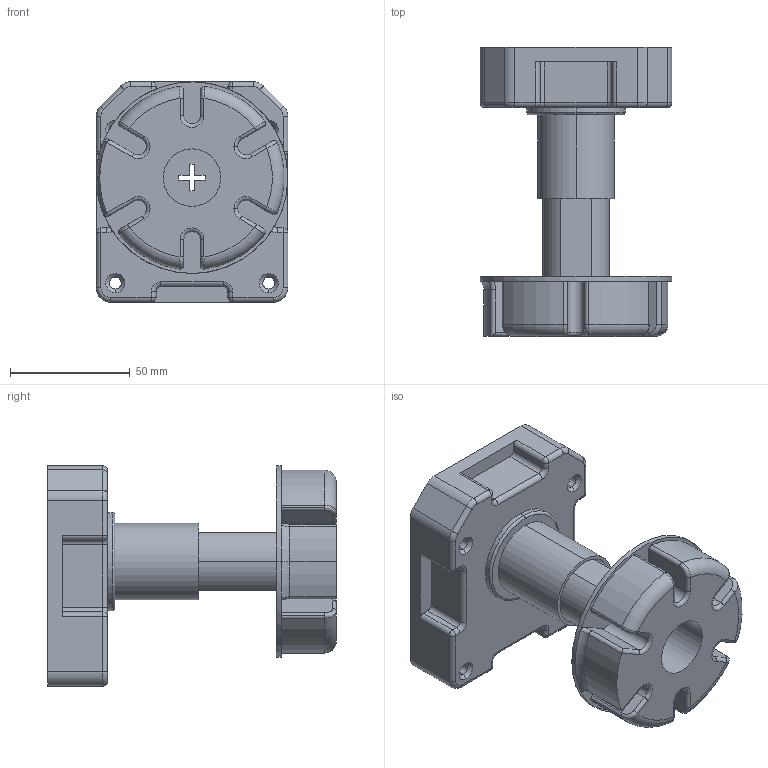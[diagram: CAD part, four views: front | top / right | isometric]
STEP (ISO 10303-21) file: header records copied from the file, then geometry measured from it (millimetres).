
FILE_DESCRIPTION (( 'STEP AP214' ), '1' );
FILE_NAME ('F000342_3D.step', '2022-10-13T07:50:27', ( '' ), ( '' ), 'SwSTEP 2.0', 'SolidWorks 2020', '' );
FILE_SCHEMA (( 'AUTOMOTIVE_DESIGN' ));
Length unit declared in the file: millimetre
Products named in the file (4): F000342_3D; Plotna; Nožka 3-120; Nožka 120
Assembly tree (3 placements, depth 2):
  F000342_3D
    Plotna
    Nožka 3-120
    Nožka 120
Bounding box: 80 x 120.5 x 92 mm (x, y, z)
Volume: 143432 mm3; surface area: 84407.3 mm2
Topology: 3 solids, 3 shells, 349 faces, 846 edges, 500 vertices
Faces by surface type: cylinder 170, plane 90, torus 45, cone 16, sphere 16, bspline 12
Entity records: 11210 total; most frequent: CARTESIAN_POINT 2769, DIRECTION 1894, ORIENTED_EDGE 1660, EDGE_CURVE 830, AXIS2_PLACEMENT_3D 749, VERTEX_POINT 500, CIRCLE 406, LINE 396
